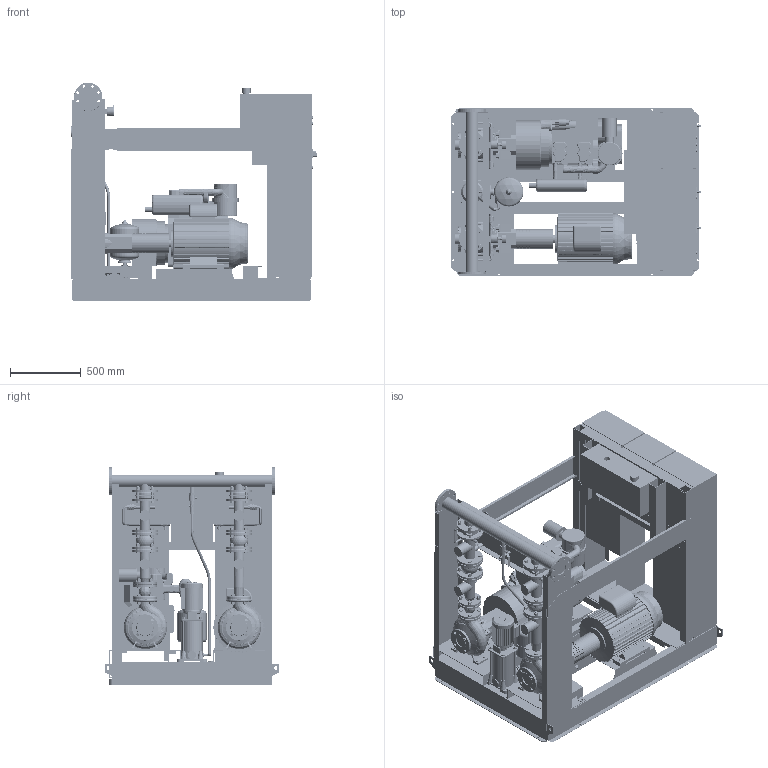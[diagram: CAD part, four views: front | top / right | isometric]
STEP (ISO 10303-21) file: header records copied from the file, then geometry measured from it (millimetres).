
FILE_DESCRIPTION((''),'2;1');
FILE_NAME('3d_Sifire-EN-50_200-215-22_26.5_1.1EDJ-4184021.stp','2015-05-26T07:59:53',(''),(''),'Mechanical Desktop 2009','Mechanical Desktop 2009',', , ');
FILE_SCHEMA(('CONFIG_CONTROL_DESIGN'));
Length unit declared in the file: millimetre
Products named in the file (1): Product
Bounding box: 1754.5 x 1230 x 1540 mm (x, y, z)
Volume: 532898438.8 mm3; surface area: 35524622.8 mm2
Topology: 245 solids, 245 shells, 6260 faces, 15068 edges, 9568 vertices
Faces by surface type: bspline 2386, plane 2116, cylinder 1064, cone 528, torus 134, sphere 32
Entity records: 205943 total; most frequent: CARTESIAN_POINT 69469, ORIENTED_EDGE 30068, DIRECTION 25330, EDGE_CURVE 15034, VERTEX_POINT 9564, VECTOR 8446, LINE 8446, AXIS2_PLACEMENT_3D 8442
